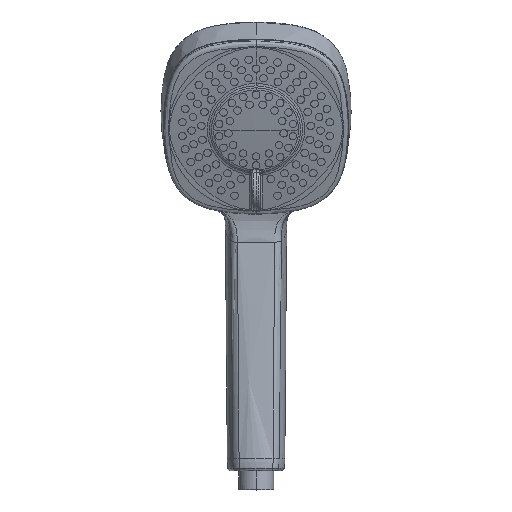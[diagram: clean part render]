
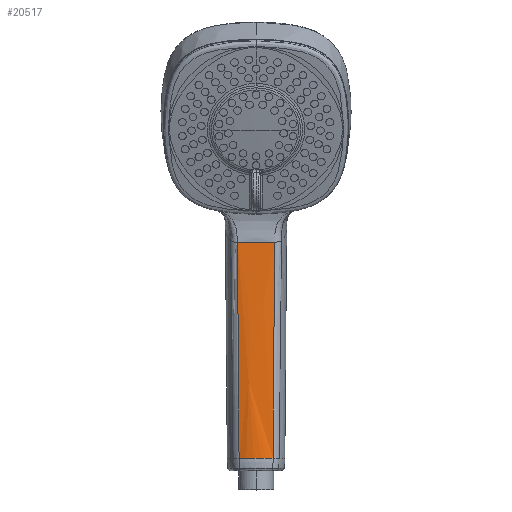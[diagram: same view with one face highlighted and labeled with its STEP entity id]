
A CAD part, top view. The second image highlights one B-rep face of the part: STEP entity #20517.
In plain terms, the highlighted free-form (B-spline) face has degree [3, 3] with [6, 6] control points.
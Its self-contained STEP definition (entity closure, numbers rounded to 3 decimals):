
#77 = EDGE_CURVE ( 'NONE', #20741, #6704, #14827, .T. ) ;
#114 = CARTESIAN_POINT ( 'NONE',  ( 120.838, 173.451, 380.413 ) ) ;
#187 = CARTESIAN_POINT ( 'NONE',  ( 132.836, 150.047, 382.764 ) ) ;
#189 = CARTESIAN_POINT ( 'NONE',  ( 120.632, 206.212, 379.732 ) ) ;
#312 = CARTESIAN_POINT ( 'NONE',  ( 120.118, 262.379, 378.569 ) ) ;
#845 = CARTESIAN_POINT ( 'NONE',  ( 125.977, 148.048, 382.832 ) ) ;
#920 = CARTESIAN_POINT ( 'NONE',  ( 138.595, 162.126, 380.805 ) ) ;
#1361 = CARTESIAN_POINT ( 'NONE',  ( 120.118, 262.379, 378.569 ) ) ;
#1846 = CARTESIAN_POINT ( 'NONE',  ( 120.689, 198.023, 379.903 ) ) ;
#1925 = CARTESIAN_POINT ( 'NONE',  ( 138.62, 150.047, 380.882 ) ) ;
#1927 = CARTESIAN_POINT ( 'NONE',  ( 120.54, 218.552, 379.474 ) ) ;
#2580 = CARTESIAN_POINT ( 'NONE',  ( 125.933, 189.614, 381.401 ) ) ;
#2655 = CARTESIAN_POINT ( 'NONE',  ( 138.913, 230.514, 379.311 ) ) ;
#2716 = B_SPLINE_CURVE_WITH_KNOTS ( 'NONE', 3,
 ( #8686, #18972, #114, #12156, #1846, #13877, #3575, #15603, #5303, #17342, #7040, #19048, #8760, #20777, #10493, #189, #12231, #1927, #13951, #3650, #15679 ),
 .UNSPECIFIED., .F., .F.,
 ( 4, 1, 1, 1, 1, 1, 1, 1, 1, 1, 1, 1, 2, 2, 2, 4 ),
 ( 0., 0.25, 0.375, 0.437, 0.469, 0.484, 0.492, 0.496, 0.498, 0.499, 0.5, 0.5, 0.5, 0.5, 0.75, 1. ),
 .UNSPECIFIED. ) ;
#2935 = CARTESIAN_POINT ( 'NONE',  ( 120.934, 150.047, 380.882 ) ) ;
#3280 = CARTESIAN_POINT ( 'NONE',  ( 139.436, 262.379, 378.569 ) ) ;
#3575 = CARTESIAN_POINT ( 'NONE',  ( 120.646, 204.167, 379.775 ) ) ;
#3650 = CARTESIAN_POINT ( 'NONE',  ( 120.269, 248.762, 378.845 ) ) ;
#3700 = CARTESIAN_POINT ( 'NONE',  ( 136.188, 262.303, 378.778 ) ) ;
#4236 = CARTESIAN_POINT ( 'NONE',  ( 118.314, 230.514, 378.855 ) ) ;
#4261 = CARTESIAN_POINT ( 'NONE',  ( 139.006, 223.976, 379.346 ) ) ;
#4311 = CARTESIAN_POINT ( 'NONE',  ( 125.861, 257.336, 379.07 ) ) ;
#4384 = CARTESIAN_POINT ( 'NONE',  ( 139.1, 270.747, 378.432 ) ) ;
#5303 = CARTESIAN_POINT ( 'NONE',  ( 120.635, 205.702, 379.743 ) ) ;
#5967 = CARTESIAN_POINT ( 'NONE',  ( 117.992, 270.747, 378.31 ) ) ;
#6040 = CARTESIAN_POINT ( 'NONE',  ( 133.637, 148.048, 382.833 ) ) ;
#6117 = CARTESIAN_POINT ( 'NONE',  ( 140.862, 162.126, 379.7 ) ) ;
#6677 = ORIENTED_EDGE ( 'NONE', *, *, #17087, .T. ) ;
#6704 = VERTEX_POINT ( 'NONE', #15921 ) ;
#7040 = CARTESIAN_POINT ( 'NONE',  ( 120.633, 206.086, 379.735 ) ) ;
#7116 = B_SPLINE_CURVE_WITH_KNOTS ( 'NONE', 3,
 ( #10337, #15529, #10491, #187, #12230, #1925 ),
 .UNSPECIFIED., .F., .F.,
 ( 4, 1, 1, 4 ),
 ( 0., 0.289, 0.711, 1. ),
 .UNSPECIFIED. ) ;
#7167 = CARTESIAN_POINT ( 'NONE',  ( 139.436, 262.379, 378.569 ) ) ;
#7649 = CARTESIAN_POINT ( 'NONE',  ( 138.751, 186.533, 380.163 ) ) ;
#7699 = CARTESIAN_POINT ( 'NONE',  ( 121.081, 162.126, 380.842 ) ) ;
#7775 = CARTESIAN_POINT ( 'NONE',  ( 133.682, 189.614, 381.402 ) ) ;
#7849 = CARTESIAN_POINT ( 'NONE',  ( 141.426, 230.514, 378.819 ) ) ;
#8686 = CARTESIAN_POINT ( 'NONE',  ( 120.934, 150.047, 380.882 ) ) ;
#8760 = CARTESIAN_POINT ( 'NONE',  ( 120.632, 206.182, 379.733 ) ) ;
#8885 = CARTESIAN_POINT ( 'NONE',  ( 132.962, 262.265, 378.883 ) ) ;
#9417 = CARTESIAN_POINT ( 'NONE',  ( 120.769, 230.514, 379.328 ) ) ;
#9496 = CARTESIAN_POINT ( 'NONE',  ( 133.755, 257.336, 379.07 ) ) ;
#9574 = CARTESIAN_POINT ( 'NONE',  ( 141.759, 270.747, 378.301 ) ) ;
#9763 = FACE_OUTER_BOUND ( 'NONE', #18318, .T. ) ;
#10206 = B_SPLINE_CURVE_WITH_KNOTS ( 'NONE', 3,
 ( #7167, #3700, #8885, #20895, #10617, #312 ),
 .UNSPECIFIED., .F., .F.,
 ( 4, 2, 4 ),
 ( 0., 0.5, 1. ),
 .UNSPECIFIED. ) ;
#10294 = EDGE_CURVE ( 'NONE', #19049, #20778, #2716, .T. ) ;
#10337 = CARTESIAN_POINT ( 'NONE',  ( 120.934, 150.047, 380.882 ) ) ;
#10491 = CARTESIAN_POINT ( 'NONE',  ( 126.714, 150.047, 382.763 ) ) ;
#10493 = CARTESIAN_POINT ( 'NONE',  ( 120.632, 206.205, 379.732 ) ) ;
#10617 = CARTESIAN_POINT ( 'NONE',  ( 123.366, 262.303, 378.778 ) ) ;
#11158 = CARTESIAN_POINT ( 'NONE',  ( 120.585, 270.747, 378.437 ) ) ;
#11233 = CARTESIAN_POINT ( 'NONE',  ( 138.529, 148.048, 381.112 ) ) ;
#12156 = CARTESIAN_POINT ( 'NONE',  ( 120.743, 189.833, 380.074 ) ) ;
#12230 = CARTESIAN_POINT ( 'NONE',  ( 137.005, 150.047, 381.556 ) ) ;
#12231 = CARTESIAN_POINT ( 'NONE',  ( 120.594, 211.319, 379.625 ) ) ;
#12877 = CARTESIAN_POINT ( 'NONE',  ( 125.962, 162.126, 382.347 ) ) ;
#12956 = CARTESIAN_POINT ( 'NONE',  ( 138.722, 189.614, 380.204 ) ) ;
#13583 = CARTESIAN_POINT ( 'NONE',  ( 138.62, 150.047, 380.882 ) ) ;
#13877 = CARTESIAN_POINT ( 'NONE',  ( 120.661, 202.119, 379.818 ) ) ;
#13951 = CARTESIAN_POINT ( 'NONE',  ( 120.378, 237.273, 379.084 ) ) ;
#14106 = ORIENTED_EDGE ( 'NONE', *, *, #77, .T. ) ;
#14553 = CARTESIAN_POINT ( 'NONE',  ( 118.641, 189.614, 379.409 ) ) ;
#14626 = CARTESIAN_POINT ( 'NONE',  ( 125.889, 230.514, 379.993 ) ) ;
#14699 = CARTESIAN_POINT ( 'NONE',  ( 139.037, 257.336, 378.725 ) ) ;
#14827 = B_SPLINE_CURVE_WITH_KNOTS ( 'NONE', 3,
 ( #13583, #7649, #4261, #3280 ),
 .UNSPECIFIED., .F., .F.,
 ( 4, 4 ),
 ( 0., 1. ),
 .UNSPECIFIED. ) ;
#15529 = CARTESIAN_POINT ( 'NONE',  ( 122.548, 150.047, 381.555 ) ) ;
#15603 = CARTESIAN_POINT ( 'NONE',  ( 120.639, 205.19, 379.754 ) ) ;
#15679 = CARTESIAN_POINT ( 'NONE',  ( 120.118, 262.379, 378.569 ) ) ;
#15921 = CARTESIAN_POINT ( 'NONE',  ( 139.436, 262.379, 378.569 ) ) ;
#16266 = CARTESIAN_POINT ( 'NONE',  ( 118.1, 257.336, 378.492 ) ) ;
#16340 = CARTESIAN_POINT ( 'NONE',  ( 125.847, 270.747, 378.608 ) ) ;
#16411 = CARTESIAN_POINT ( 'NONE',  ( 140.745, 148.048, 379.881 ) ) ;
#17087 = EDGE_CURVE ( 'NONE', #19049, #20741, #7116, .T. ) ;
#17342 = CARTESIAN_POINT ( 'NONE',  ( 120.634, 205.958, 379.738 ) ) ;
#17992 = CARTESIAN_POINT ( 'NONE',  ( 121.145, 148.048, 381.154 ) ) ;
#18071 = CARTESIAN_POINT ( 'NONE',  ( 133.652, 162.126, 382.348 ) ) ;
#18147 = CARTESIAN_POINT ( 'NONE',  ( 141.089, 189.614, 379.346 ) ) ;
#18318 = EDGE_LOOP ( 'NONE', ( #14106, #19867, #19586, #6677 ) ) ;
#18499 = CARTESIAN_POINT ( 'NONE',  ( 138.62, 150.047, 380.882 ) ) ;
#18972 = CARTESIAN_POINT ( 'NONE',  ( 120.9, 159.409, 380.698 ) ) ;
#19048 = CARTESIAN_POINT ( 'NONE',  ( 120.632, 206.15, 379.734 ) ) ;
#19049 = VERTEX_POINT ( 'NONE', #2935 ) ;
#19384 = EDGE_CURVE ( 'NONE', #6704, #20778, #10206, .T. ) ;
#19586 = ORIENTED_EDGE ( 'NONE', *, *, #10294, .F. ) ;
#19629 = CARTESIAN_POINT ( 'NONE',  ( 118.861, 162.126, 379.781 ) ) ;
#19707 = CARTESIAN_POINT ( 'NONE',  ( 120.955, 189.614, 380.233 ) ) ;
#19786 = CARTESIAN_POINT ( 'NONE',  ( 133.726, 230.514, 379.994 ) ) ;
#19861 = CARTESIAN_POINT ( 'NONE',  ( 141.648, 257.336, 378.473 ) ) ;
#19867 = ORIENTED_EDGE ( 'NONE', *, *, #19384, .T. ) ;
#20517 = ADVANCED_FACE ( 'NONE', ( #9763 ), #21633, .T. ) ;
#20741 = VERTEX_POINT ( 'NONE', #18499 ) ;
#20777 = CARTESIAN_POINT ( 'NONE',  ( 120.632, 206.196, 379.733 ) ) ;
#20778 = VERTEX_POINT ( 'NONE', #1361 ) ;
#20895 = CARTESIAN_POINT ( 'NONE',  ( 126.592, 262.265, 378.883 ) ) ;
#21352 = CARTESIAN_POINT ( 'NONE',  ( 118.974, 148.048, 379.972 ) ) ;
#21433 = CARTESIAN_POINT ( 'NONE',  ( 120.646, 257.336, 378.734 ) ) ;
#21510 = CARTESIAN_POINT ( 'NONE',  ( 133.77, 270.747, 378.609 ) ) ;
#21633 = B_SPLINE_SURFACE_WITH_KNOTS ( 'NONE', 3, 3, ( 
 ( #21352, #19629, #14553, #4236, #16266, #5967 ),
 ( #17992, #7699, #19707, #9417, #21433, #11158 ),
 ( #845, #12877, #2580, #14626, #4311, #16340 ),
 ( #6040, #18071, #7775, #19786, #9496, #21510 ),
 ( #11233, #920, #12956, #2655, #14699, #4384 ),
 ( #16411, #6117, #18147, #7849, #19861, #9574 ) ),
 .UNSPECIFIED., .F., .F., .F.,
 ( 4, 1, 1, 4 ),
 ( 4, 1, 1, 4 ),
 ( 0.009, 0.333, 0.667, 0.999 ),
 ( 0., 0.344, 0.672, 1. ),
 .UNSPECIFIED. ) ;
